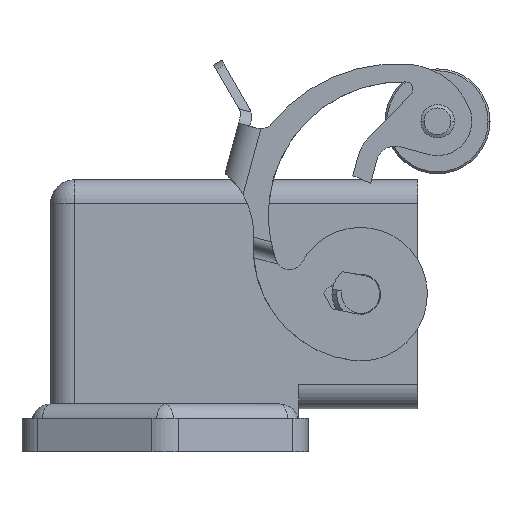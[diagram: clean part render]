
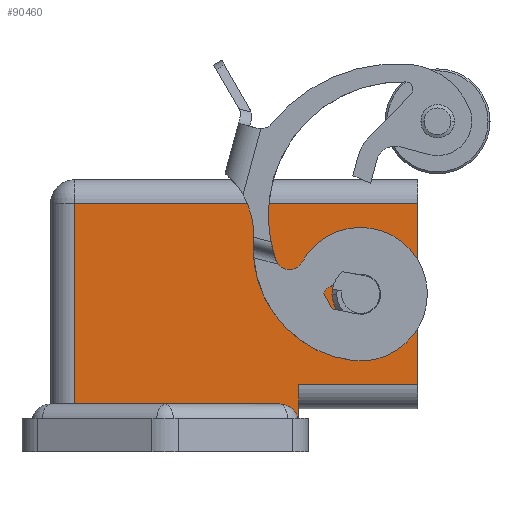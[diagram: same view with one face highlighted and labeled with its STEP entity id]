
A CAD part, front view. The second image highlights one B-rep face of the part: STEP entity #90460.
In plain terms, the highlighted planar face has unit normal (0, -1, 0).
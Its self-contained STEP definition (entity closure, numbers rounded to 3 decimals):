
#14120=CARTESIAN_POINT('',(11.642,-12.,3.));
#14130=VERTEX_POINT('',#14120);
#14160=CARTESIAN_POINT('',(11.642,-12.,1.));
#14170=DIRECTION('',(0.,-1.,0.));
#14180=DIRECTION('',(1.,0.,0.));
#14190=AXIS2_PLACEMENT_3D('',#14160,#14170,#14180);
#14200=ELLIPSE('',#14190,4.366,2.);
#14210=CARTESIAN_POINT('',(12.095,-12.,2.989));
#14220=VERTEX_POINT('',#14210);
#14230=EDGE_CURVE('',#14220,#14130,#14200,.T.);
#14470=CARTESIAN_POINT('',(26.5,-12.,5.));
#14480=DIRECTION('',(-1.,0.,0.));
#14490=VECTOR('',#14480,12.5);
#14500=LINE('',#14470,#14490);
#14510=CARTESIAN_POINT('',(26.5,-12.,5.));
#14520=VERTEX_POINT('',#14510);
#14530=CARTESIAN_POINT('',(14.,-12.,5.));
#14540=VERTEX_POINT('',#14530);
#14550=EDGE_CURVE('',#14520,#14540,#14500,.T.);
#17410=CARTESIAN_POINT('',(-9.5,-12.,24.));
#17420=DIRECTION('',(1.,0.,0.));
#17430=VECTOR('',#17420,36.);
#17440=LINE('',#17410,#17430);
#17450=CARTESIAN_POINT('',(-9.5,-12.,24.));
#17460=VERTEX_POINT('',#17450);
#17470=CARTESIAN_POINT('',(26.5,-12.,24.));
#17480=VERTEX_POINT('',#17470);
#17490=EDGE_CURVE('',#17460,#17480,#17440,.T.);
#18540=CARTESIAN_POINT('',(-9.5,-12.,3.));
#18550=DIRECTION('',(0.,0.,1.));
#18560=VECTOR('',#18550,21.);
#18570=LINE('',#18540,#18560);
#18580=CARTESIAN_POINT('',(-9.5,-12.,3.));
#18590=VERTEX_POINT('',#18580);
#18600=EDGE_CURVE('',#18590,#17460,#18570,.T.);
#19760=CARTESIAN_POINT('',(17.5,-12.,14.5));
#19770=VERTEX_POINT('',#19760);
#19800=CARTESIAN_POINT('',(20.5,-12.,14.5));
#19810=DIRECTION('',(0.,1.,0.));
#19820=DIRECTION('',(0.,0.,1.));
#19830=AXIS2_PLACEMENT_3D('',#19800,#19810,#19820);
#19840=CIRCLE('',#19830,3.);
#19850=CARTESIAN_POINT('',(23.5,-12.,14.5));
#19860=VERTEX_POINT('',#19850);
#19870=EDGE_CURVE('',#19770,#19860,#19840,.T.);
#64180=CARTESIAN_POINT('',(13.991,-12.,1.5));
#64190=VERTEX_POINT('',#64180);
#64220=CARTESIAN_POINT('',(13.991,-12.,1.5));
#64230=DIRECTION('',(1.,0.,0.));
#64240=VECTOR('',#64230,0.009);
#64250=LINE('',#64220,#64240);
#64260=CARTESIAN_POINT('',(14.,-12.,1.5));
#64270=VERTEX_POINT('',#64260);
#64280=EDGE_CURVE('',#64190,#64270,#64250,.T.);
#64710=CARTESIAN_POINT('',(13.991,-12.,1.));
#64720=VERTEX_POINT('',#64710);
#64750=CARTESIAN_POINT('',(13.991,-12.,1.));
#64760=DIRECTION('',(0.,0.,1.));
#64770=VECTOR('',#64760,0.5);
#64780=LINE('',#64750,#64770);
#64790=EDGE_CURVE('',#64720,#64190,#64780,.T.);
#89990=CARTESIAN_POINT('',(12.,-12.,0.));
#90000=DIRECTION('',(0.,-1.,0.));
#90010=DIRECTION('',(0.,0.,-1.));
#90020=AXIS2_PLACEMENT_3D('',#89990,#90000,#90010);
#90030=PLANE('',#90020);
#90040=ORIENTED_EDGE('',*,*,#64790,.T.);
#90050=CARTESIAN_POINT('',(12.,-12.,1.));
#90060=DIRECTION('',(0.,-1.,0.));
#90070=DIRECTION('',(0.,0.,1.));
#90080=AXIS2_PLACEMENT_3D('',#90050,#90060,#90070);
#90090=CIRCLE('',#90080,1.991);
#90100=EDGE_CURVE('',#64720,#14220,#90090,.T.);
#90110=ORIENTED_EDGE('',*,*,#90100,.F.);
#90120=ORIENTED_EDGE('',*,*,#14230,.F.);
#90130=CARTESIAN_POINT('',(11.642,-12.,3.));
#90140=DIRECTION('',(-1.,0.,0.));
#90150=VECTOR('',#90140,21.142);
#90160=LINE('',#90130,#90150);
#90170=EDGE_CURVE('',#14130,#18590,#90160,.T.);
#90180=ORIENTED_EDGE('',*,*,#90170,.F.);
#90190=ORIENTED_EDGE('',*,*,#18600,.F.);
#90200=ORIENTED_EDGE('',*,*,#17490,.F.);
#90210=CARTESIAN_POINT('',(26.5,-12.,5.));
#90220=DIRECTION('',(0.,0.,1.));
#90230=VECTOR('',#90220,19.);
#90240=LINE('',#90210,#90230);
#90250=EDGE_CURVE('',#14520,#17480,#90240,.T.);
#90260=ORIENTED_EDGE('',*,*,#90250,.T.);
#90270=ORIENTED_EDGE('',*,*,#14550,.F.);
#90280=CARTESIAN_POINT('',(14.,-12.,5.));
#90290=DIRECTION('',(0.,0.,-1.));
#90300=VECTOR('',#90290,3.5);
#90310=LINE('',#90280,#90300);
#90320=EDGE_CURVE('',#14540,#64270,#90310,.T.);
#90330=ORIENTED_EDGE('',*,*,#90320,.F.);
#90340=ORIENTED_EDGE('',*,*,#64280,.T.);
#90350=EDGE_LOOP('',(#90340,#90330,#90270,#90260,#90200,#90190,#90180,
#90120,#90110,#90040));
#90360=FACE_OUTER_BOUND('',#90350,.T.);
#90370=ORIENTED_EDGE('',*,*,#19870,.T.);
#90380=CARTESIAN_POINT('',(20.5,-12.,11.5));
#90390=VERTEX_POINT('',#90380);
#90400=EDGE_CURVE('',#90390,#19770,#19840,.T.);
#90410=ORIENTED_EDGE('',*,*,#90400,.T.);
#90420=EDGE_CURVE('',#19860,#90390,#19840,.T.);
#90430=ORIENTED_EDGE('',*,*,#90420,.T.);
#90440=EDGE_LOOP('',(#90430,#90410,#90370));
#90450=FACE_BOUND('',#90440,.T.);
#90460=ADVANCED_FACE('',(#90360,#90450),#90030,.T.);
